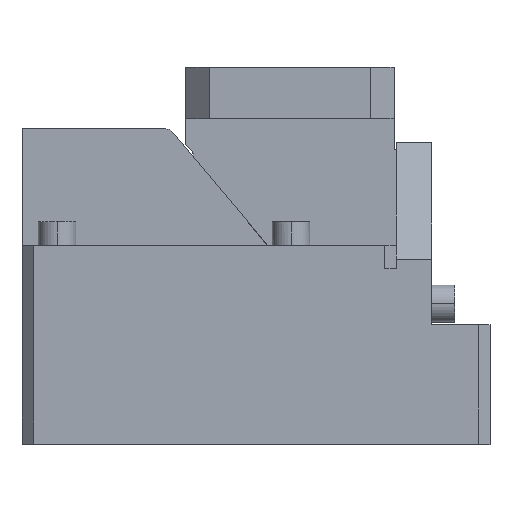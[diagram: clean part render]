
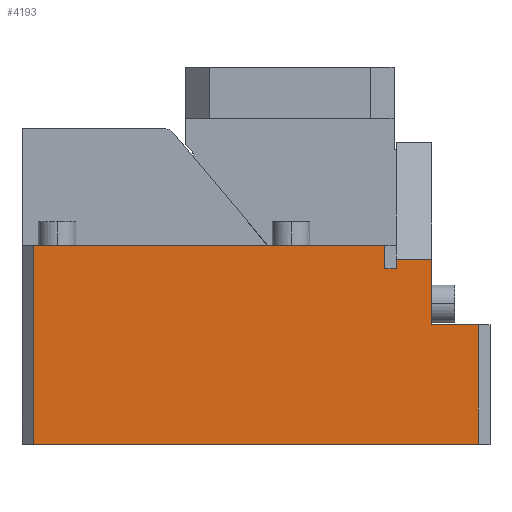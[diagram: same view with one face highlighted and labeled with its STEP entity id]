
A CAD part, top view. The second image highlights one B-rep face of the part: STEP entity #4193.
In plain terms, the highlighted planar face has unit normal (0, 0, 1).
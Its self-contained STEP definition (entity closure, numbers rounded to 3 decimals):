
#3357=CARTESIAN_POINT('Vertex',(-195.,0.,67.)) ;
#3360=CARTESIAN_POINT('Line Origine',(-195.,42.5,67.)) ;
#3364=CARTESIAN_POINT('Vertex',(-195.,85.,67.)) ;
#3384=CARTESIAN_POINT('Line Origine',(-120.,85.,67.)) ;
#3388=CARTESIAN_POINT('Vertex',(-45.,85.,67.)) ;
#3450=CARTESIAN_POINT('Vertex',(-45.,75.,67.)) ;
#3460=CARTESIAN_POINT('Line Origine',(-45.,80.,67.)) ;
#3478=CARTESIAN_POINT('Line Origine',(-42.5,75.,67.)) ;
#3482=CARTESIAN_POINT('Vertex',(-40.,75.,67.)) ;
#3496=CARTESIAN_POINT('Line Origine',(-40.,77.,67.)) ;
#3500=CARTESIAN_POINT('Vertex',(-40.,79.,67.)) ;
#3545=CARTESIAN_POINT('Vertex',(-5.,0.,67.)) ;
#3548=CARTESIAN_POINT('Line Origine',(-100.,0.,67.)) ;
#3615=CARTESIAN_POINT('Vertex',(-5.,51.,67.)) ;
#3620=CARTESIAN_POINT('Line Origine',(-5.,25.5,67.)) ;
#4143=CARTESIAN_POINT('Line Origine',(-32.5,79.,67.)) ;
#4147=CARTESIAN_POINT('Vertex',(-25.,79.,67.)) ;
#4164=CARTESIAN_POINT('Axis2P3D Location',(-195.,75.,67.)) ;
#4169=CARTESIAN_POINT('Line Origine',(-15.,51.,67.)) ;
#4173=CARTESIAN_POINT('Vertex',(-25.,51.,67.)) ;
#4176=CARTESIAN_POINT('Line Origine',(-25.,65.,67.)) ;
#3361=DIRECTION('Vector Direction',(0.,-1.,0.)) ;
#3385=DIRECTION('Vector Direction',(1.,0.,0.)) ;
#3461=DIRECTION('Vector Direction',(0.,-1.,0.)) ;
#3479=DIRECTION('Vector Direction',(1.,0.,0.)) ;
#3497=DIRECTION('Vector Direction',(0.,-1.,0.)) ;
#3549=DIRECTION('Vector Direction',(1.,0.,0.)) ;
#3621=DIRECTION('Vector Direction',(0.,-1.,0.)) ;
#4144=DIRECTION('Vector Direction',(-1.,0.,0.)) ;
#4165=DIRECTION('Axis2P3D Direction',(0.,0.,-1.)) ;
#4166=DIRECTION('Axis2P3D XDirection',(-1.,0.,0.)) ;
#4170=DIRECTION('Vector Direction',(1.,0.,0.)) ;
#4177=DIRECTION('Vector Direction',(0.,-1.,0.)) ;
#4167=AXIS2_PLACEMENT_3D('Plane Axis2P3D',#4164,#4165,#4166) ;
#4182=ORIENTED_EDGE('',*,*,#3552,.T.) ;
#4183=ORIENTED_EDGE('',*,*,#3624,.F.) ;
#4184=ORIENTED_EDGE('',*,*,#4175,.F.) ;
#4185=ORIENTED_EDGE('',*,*,#4180,.F.) ;
#4186=ORIENTED_EDGE('',*,*,#4149,.T.) ;
#4187=ORIENTED_EDGE('',*,*,#3502,.T.) ;
#4188=ORIENTED_EDGE('',*,*,#3484,.F.) ;
#4189=ORIENTED_EDGE('',*,*,#3464,.F.) ;
#4190=ORIENTED_EDGE('',*,*,#3390,.F.) ;
#4191=ORIENTED_EDGE('',*,*,#3366,.T.) ;
#3362=VECTOR('Line Direction',#3361,1.) ;
#3386=VECTOR('Line Direction',#3385,1.) ;
#3462=VECTOR('Line Direction',#3461,1.) ;
#3480=VECTOR('Line Direction',#3479,1.) ;
#3498=VECTOR('Line Direction',#3497,1.) ;
#3550=VECTOR('Line Direction',#3549,1.) ;
#3622=VECTOR('Line Direction',#3621,1.) ;
#4145=VECTOR('Line Direction',#4144,1.) ;
#4171=VECTOR('Line Direction',#4170,1.) ;
#4178=VECTOR('Line Direction',#4177,1.) ;
#4193=ADVANCED_FACE('CAM HOLDER',(#4192),#4168,.F.) ;
#3366=EDGE_CURVE('',#3365,#3358,#3363,.T.) ;
#3390=EDGE_CURVE('',#3365,#3389,#3387,.T.) ;
#3464=EDGE_CURVE('',#3389,#3451,#3463,.T.) ;
#3484=EDGE_CURVE('',#3451,#3483,#3481,.T.) ;
#3502=EDGE_CURVE('',#3501,#3483,#3499,.T.) ;
#3552=EDGE_CURVE('',#3358,#3546,#3551,.T.) ;
#3624=EDGE_CURVE('',#3616,#3546,#3623,.T.) ;
#4149=EDGE_CURVE('',#4148,#3501,#4146,.T.) ;
#4175=EDGE_CURVE('',#4174,#3616,#4172,.T.) ;
#4180=EDGE_CURVE('',#4148,#4174,#4179,.T.) ;
#4181=EDGE_LOOP('',(#4182,#4183,#4184,#4185,#4186,#4187,#4188,#4189,#4190,#4191)) ;
#4192=FACE_OUTER_BOUND('',#4181,.T.) ;
#3363=LINE('Line',#3360,#3362) ;
#3387=LINE('Line',#3384,#3386) ;
#3463=LINE('Line',#3460,#3462) ;
#3481=LINE('Line',#3478,#3480) ;
#3499=LINE('Line',#3496,#3498) ;
#3551=LINE('Line',#3548,#3550) ;
#3623=LINE('Line',#3620,#3622) ;
#4146=LINE('Line',#4143,#4145) ;
#4172=LINE('Line',#4169,#4171) ;
#4179=LINE('Line',#4176,#4178) ;
#4168=PLANE('Plane',#4167) ;
#3358=VERTEX_POINT('',#3357) ;
#3365=VERTEX_POINT('',#3364) ;
#3389=VERTEX_POINT('',#3388) ;
#3451=VERTEX_POINT('',#3450) ;
#3483=VERTEX_POINT('',#3482) ;
#3501=VERTEX_POINT('',#3500) ;
#3546=VERTEX_POINT('',#3545) ;
#3616=VERTEX_POINT('',#3615) ;
#4148=VERTEX_POINT('',#4147) ;
#4174=VERTEX_POINT('',#4173) ;
